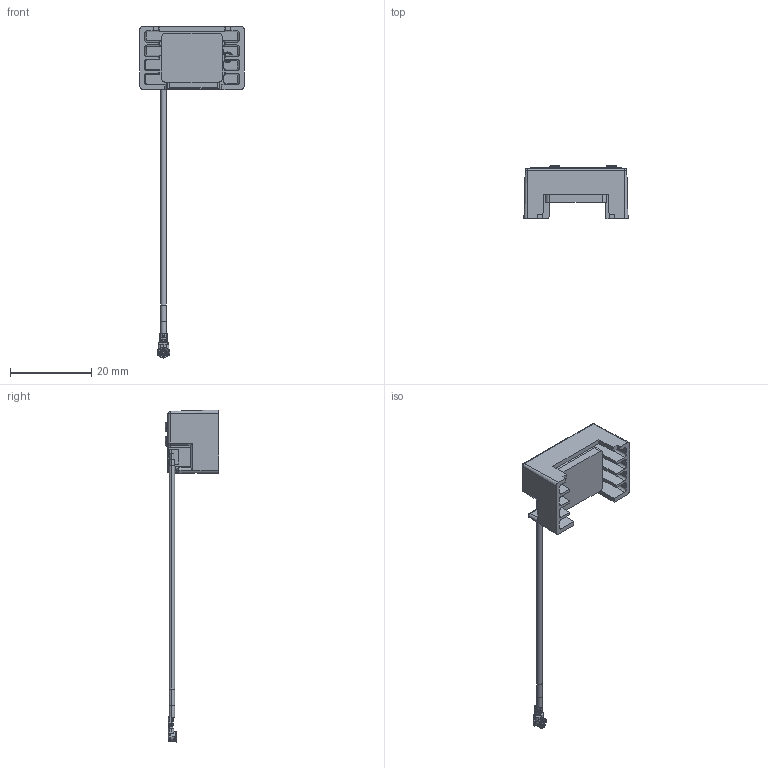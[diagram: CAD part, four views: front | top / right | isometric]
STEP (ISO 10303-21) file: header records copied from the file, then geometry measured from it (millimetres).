
FILE_DESCRIPTION (( 'STEP AP214' ), '1' );
FILE_NAME ('FXM100.07.0060C.STEP', '2024-07-23T08:19:51', ( '' ), ( '' ), 'SwSTEP 2.0', 'SolidWorks 2022', '' );
FILE_SCHEMA (( 'AUTOMOTIVE_DESIGN' ));
Length unit declared in the file: inch
Products named in the file (1): FXM100.07.0060C
Bounding box: 25.65 x 13.12 x 81.72 mm (x, y, z)
Surface area: 3887.4 mm2 (no closed solid volume)
Topology: 0 solids, 8 shells, 464 faces, 5044 edges, 4604 vertices
Faces by surface type: plane 284, cylinder 100, cone 45, bspline 24, torus 10, sphere 1
Entity records: 55576 total; most frequent: CARTESIAN_POINT 11998, ORIENTED_EDGE 9607, DIRECTION 5961, EDGE_CURVE 5039, VERTEX_POINT 4604, VECTOR 4553, LINE 4553, AXIS2_PLACEMENT_3D 704
